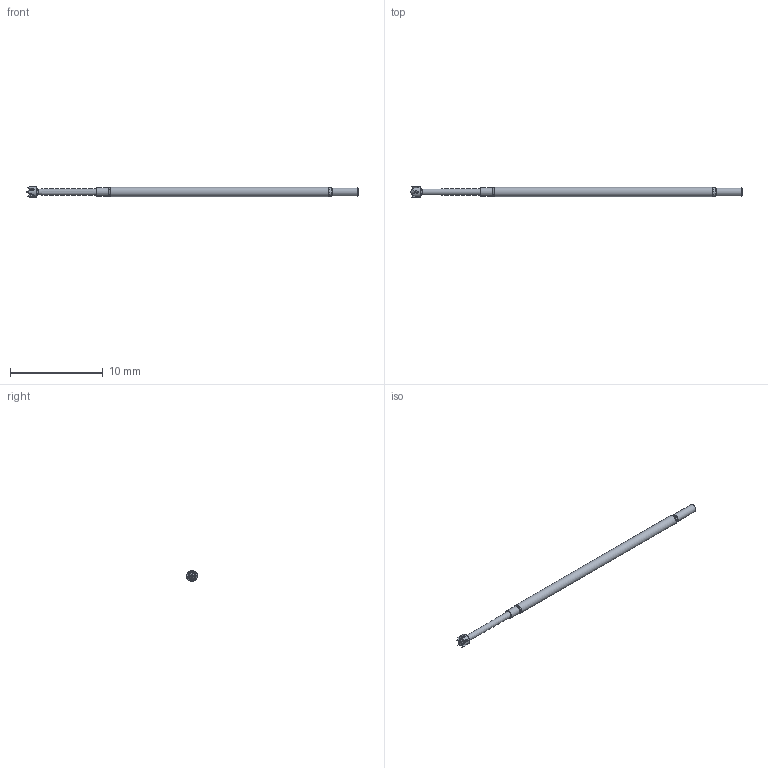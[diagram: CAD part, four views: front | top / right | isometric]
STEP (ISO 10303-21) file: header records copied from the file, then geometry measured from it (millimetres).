
FILE_DESCRIPTION (( 'STEP AP214' ), '1' );
FILE_NAME ('X50-2517.STEP', '2021-10-07T13:20:32', ( '' ), ( '' ), 'SwSTEP 2.0', 'SolidWorks 2020', '' );
FILE_SCHEMA (( 'AUTOMOTIVE_DESIGN' ));
Length unit declared in the file: inch
Products named in the file (1): X50-2517
Bounding box: 35.81 x 1.17 x 1.17 mm (x, y, z)
Volume: 25.1 mm3; surface area: 108 mm2
Topology: 1 solids, 1 shells, 149 faces, 422 edges, 276 vertices
Faces by surface type: bspline 132, cone 6, cylinder 4, torus 4, plane 3
Full cylindrical faces by diameter (mm): 0.856 x1, 0.894 x1, 1.021 x1, 1.168 x1
Entity records: 22872 total; most frequent: CARTESIAN_POINT 20044, ORIENTED_EDGE 814, EDGE_CURVE 407, B_SPLINE_CURVE_WITH_KNOTS 392, VERTEX_POINT 275, EDGE_LOOP 164, FACE_OUTER_BOUND 157, ADVANCED_FACE 149
